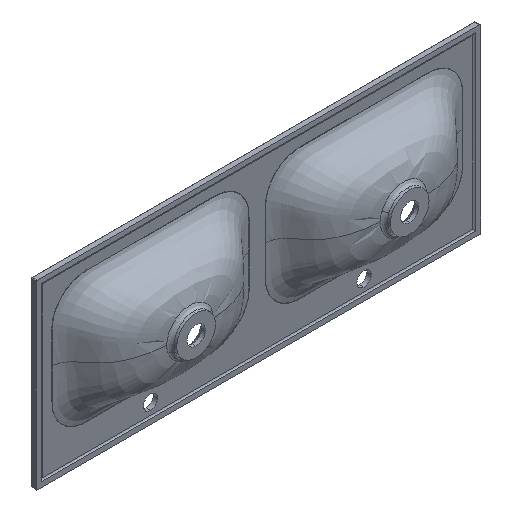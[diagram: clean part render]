
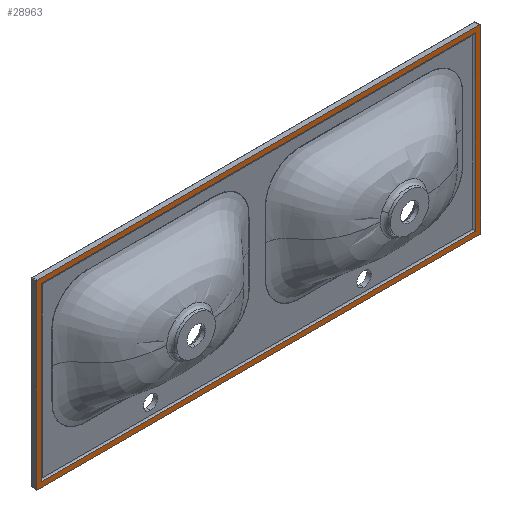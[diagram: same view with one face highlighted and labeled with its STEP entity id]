
A CAD part, isometric view. The second image highlights one B-rep face of the part: STEP entity #28963.
In plain terms, the highlighted planar face has unit normal (0, -1, 0).
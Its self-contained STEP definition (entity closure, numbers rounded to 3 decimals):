
#741 = EDGE_CURVE ( 'NONE', #24897, #40361, #33720, .T. ) ;
#815 = CARTESIAN_POINT ( 'NONE',  ( -307.549, -14., 224.755 ) ) ;
#1256 = CARTESIAN_POINT ( 'NONE',  ( 792.429, -14., 223.245 ) ) ;
#1282 = CARTESIAN_POINT ( 'NONE',  ( 791.6, -14., -224.755 ) ) ;
#1567 = EDGE_CURVE ( 'NONE', #41900, #16542, #39223, .T. ) ;
#1903 = PLANE ( 'NONE',  #45104 ) ;
#2148 = VERTEX_POINT ( 'NONE', #12343 ) ;
#2463 = CARTESIAN_POINT ( 'NONE',  ( 790.43, -14., 225.244 ) ) ;
#2816 = CARTESIAN_POINT ( 'NONE',  ( -295.191, -14., -212.338 ) ) ;
#4005 = EDGE_CURVE ( 'NONE', #5970, #33499, #19798, .T. ) ;
#4638 = LINE ( 'NONE', #19056, #46713 ) ;
#4772 = ORIENTED_EDGE ( 'NONE', *, *, #40150, .T. ) ;
#4860 = ORIENTED_EDGE ( 'NONE', *, *, #4005, .F. ) ;
#4896 = CARTESIAN_POINT ( 'NONE',  ( 790.428, -14., -224.755 ) ) ;
#5970 = VERTEX_POINT ( 'NONE', #8025 ) ;
#6955 = CARTESIAN_POINT ( 'NONE',  ( -305.548, -14., -224.755 ) ) ;
#8025 = CARTESIAN_POINT ( 'NONE',  ( 780.071, -14., -212.338 ) ) ;
#8948 = CARTESIAN_POINT ( 'NONE',  ( 791.601, -14., 225.244 ) ) ;
#8991 = EDGE_LOOP ( 'NONE', ( #19191, #31090, #47476, #37768, #19454, #29678, #31806, #4772 ) ) ;
#9214 = CARTESIAN_POINT ( 'NONE',  ( 792.429, -14., -222.755 ) ) ;
#10070 = CARTESIAN_POINT ( 'NONE',  ( 790.43, -14., 225.244 ) ) ;
#10083 = CARTESIAN_POINT ( 'NONE',  ( 792.429, -14., 224.755 ) ) ;
#11866 = DIRECTION ( 'NONE',  ( -1., 0., 0. ) ) ;
#12343 = CARTESIAN_POINT ( 'NONE',  ( -305.55, -14., 225.244 ) ) ;
#13199 = DIRECTION ( 'NONE',  ( 0., 0., -1. ) ) ;
#13674 = DIRECTION ( 'NONE',  ( 0., 0., 1. ) ) ;
#13693 = LINE ( 'NONE', #17542, #40566 ) ;
#13913 = LINE ( 'NONE', #39377, #28255 ) ;
#14698 = CARTESIAN_POINT ( 'NONE',  ( 792.429, -14., -222.755 ) ) ;
#15218 = CARTESIAN_POINT ( 'NONE',  ( -295.191, -14., 212.886 ) ) ;
#15477 = DIRECTION ( 'NONE',  ( 0., 0., -1. ) ) ;
#16406 = CARTESIAN_POINT ( 'NONE',  ( 790.428, -14., -224.755 ) ) ;
#16542 = VERTEX_POINT ( 'NONE', #14698 ) ;
#17284 = DIRECTION ( 'NONE',  ( 0., 1., 0. ) ) ;
#17302 = DIRECTION ( 'NONE',  ( -1., 0., 0. ) ) ;
#17352 = LINE ( 'NONE', #39210, #24409 ) ;
#17362 = CARTESIAN_POINT ( 'NONE',  ( -307.549, -14., 224.416 ) ) ;
#17542 = CARTESIAN_POINT ( 'NONE',  ( 307.06, -14., 225.244 ) ) ;
#17776 = CARTESIAN_POINT ( 'NONE',  ( -306.72, -14., -224.755 ) ) ;
#18030 = EDGE_CURVE ( 'NONE', #40361, #45209, #34577, .T. ) ;
#18392 = EDGE_CURVE ( 'NONE', #16542, #41187, #32414, .T. ) ;
#19056 = CARTESIAN_POINT ( 'NONE',  ( 307.06, -14., -224.755 ) ) ;
#19191 = ORIENTED_EDGE ( 'NONE', *, *, #1567, .T. ) ;
#19454 = ORIENTED_EDGE ( 'NONE', *, *, #41577, .T. ) ;
#19798 = LINE ( 'NONE', #37810, #41373 ) ;
#20280 = DIRECTION ( 'NONE',  ( 0., 0., 1. ) ) ;
#20414 = ORIENTED_EDGE ( 'NONE', *, *, #32716, .F. ) ;
#20735 = CARTESIAN_POINT ( 'NONE',  ( -305.55, -14., 225.244 ) ) ;
#22236 = EDGE_LOOP ( 'NONE', ( #20414, #46466, #29537, #4860 ) ) ;
#22654 = CARTESIAN_POINT ( 'NONE',  ( -307.549, -14., -222.755 ) ) ;
#24194 = EDGE_CURVE ( 'NONE', #33499, #40216, #30117, .T. ) ;
#24314 = CARTESIAN_POINT ( 'NONE',  ( 792.429, -14., 224.416 ) ) ;
#24409 = VECTOR ( 'NONE', #35836, 1000. ) ;
#24727 = DIRECTION ( 'NONE',  ( 0., 0., 1. ) ) ;
#24897 = VERTEX_POINT ( 'NONE', #47161 ) ;
#27199 = CARTESIAN_POINT ( 'NONE',  ( 792.429, -14., 223.245 ) ) ;
#27446 = VECTOR ( 'NONE', #11866, 1000. ) ;
#28255 = VECTOR ( 'NONE', #13199, 1000. ) ;
#28557 = FACE_BOUND ( 'NONE', #22236, .T. ) ;
#28963 = ADVANCED_FACE ( 'NONE', ( #31446, #28557 ), #1903, .F. ) ;
#29395 = VERTEX_POINT ( 'NONE', #10070 ) ;
#29537 = ORIENTED_EDGE ( 'NONE', *, *, #24194, .F. ) ;
#29678 = ORIENTED_EDGE ( 'NONE', *, *, #741, .T. ) ;
#29781 = EDGE_CURVE ( 'NONE', #40216, #38880, #13913, .T. ) ;
#30117 = LINE ( 'NONE', #36635, #27446 ) ;
#31090 = ORIENTED_EDGE ( 'NONE', *, *, #18392, .T. ) ;
#31446 = FACE_OUTER_BOUND ( 'NONE', #8991, .T. ) ;
#31806 = ORIENTED_EDGE ( 'NONE', *, *, #18030, .T. ) ;
#32132 = VECTOR ( 'NONE', #24727, 1000. ) ;
#32414 = LINE ( 'NONE', #10083, #32132 ) ;
#32706 = CARTESIAN_POINT ( 'NONE',  ( 780.071, -14., 212.886 ) ) ;
#32716 = EDGE_CURVE ( 'NONE', #38880, #5970, #17352, .T. ) ;
#32950 = VECTOR ( 'NONE', #15477, 1000. ) ;
#33499 = VERTEX_POINT ( 'NONE', #32706 ) ;
#33720 = LINE ( 'NONE', #815, #32950 ) ;
#34577 =( BOUNDED_CURVE ( )  B_SPLINE_CURVE ( 3, ( #39154, #39872, #17776, #6955 ),
 .UNSPECIFIED., .F., .T. ) 
 B_SPLINE_CURVE_WITH_KNOTS ( ( 4, 4 ),
 ( 3.142, 4.712 ),
 .UNSPECIFIED. ) 
 CURVE ( )  GEOMETRIC_REPRESENTATION_ITEM ( )  RATIONAL_B_SPLINE_CURVE ( ( 1., 0.805, 0.805, 1. ) ) 
 REPRESENTATION_ITEM ( '' )  );
#35047 = CARTESIAN_POINT ( 'NONE',  ( 0., -14., 0. ) ) ;
#35374 = CARTESIAN_POINT ( 'NONE',  ( -306.721, -14., 225.244 ) ) ;
#35836 = DIRECTION ( 'NONE',  ( 1., 0., 0. ) ) ;
#36635 = CARTESIAN_POINT ( 'NONE',  ( 307.06, -14., 212.886 ) ) ;
#37768 = ORIENTED_EDGE ( 'NONE', *, *, #43343, .T. ) ;
#37810 = CARTESIAN_POINT ( 'NONE',  ( 780.071, -14., 0. ) ) ;
#37947 =( BOUNDED_CURVE ( )  B_SPLINE_CURVE ( 3, ( #27199, #24314, #8948, #2463 ),
 .UNSPECIFIED., .F., .T. ) 
 B_SPLINE_CURVE_WITH_KNOTS ( ( 4, 4 ),
 ( 2.357, 3.926 ),
 .UNSPECIFIED. ) 
 CURVE ( )  GEOMETRIC_REPRESENTATION_ITEM ( )  RATIONAL_B_SPLINE_CURVE ( ( 1., 0.805, 0.805, 1. ) ) 
 REPRESENTATION_ITEM ( '' )  );
#38880 = VERTEX_POINT ( 'NONE', #2816 ) ;
#39101 = CARTESIAN_POINT ( 'NONE',  ( -305.548, -14., -224.755 ) ) ;
#39154 = CARTESIAN_POINT ( 'NONE',  ( -307.549, -14., -222.755 ) ) ;
#39210 = CARTESIAN_POINT ( 'NONE',  ( 307.06, -14., -212.338 ) ) ;
#39223 =( BOUNDED_CURVE ( )  B_SPLINE_CURVE ( 3, ( #4896, #1282, #42123, #9214 ),
 .UNSPECIFIED., .F., .T. ) 
 B_SPLINE_CURVE_WITH_KNOTS ( ( 4, 4 ),
 ( 1.571, 3.142 ),
 .UNSPECIFIED. ) 
 CURVE ( )  GEOMETRIC_REPRESENTATION_ITEM ( )  RATIONAL_B_SPLINE_CURVE ( ( 1., 0.805, 0.805, 1. ) ) 
 REPRESENTATION_ITEM ( '' )  );
#39377 = CARTESIAN_POINT ( 'NONE',  ( -295.191, -14., 224.755 ) ) ;
#39795 =( BOUNDED_CURVE ( )  B_SPLINE_CURVE ( 3, ( #20735, #35374, #17362, #41858 ),
 .UNSPECIFIED., .F., .T. ) 
 B_SPLINE_CURVE_WITH_KNOTS ( ( 4, 4 ),
 ( 2.357, 3.926 ),
 .UNSPECIFIED. ) 
 CURVE ( )  GEOMETRIC_REPRESENTATION_ITEM ( )  RATIONAL_B_SPLINE_CURVE ( ( 1., 0.805, 0.805, 1. ) ) 
 REPRESENTATION_ITEM ( '' )  );
#39872 = CARTESIAN_POINT ( 'NONE',  ( -307.549, -14., -223.927 ) ) ;
#40150 = EDGE_CURVE ( 'NONE', #45209, #41900, #4638, .T. ) ;
#40216 = VERTEX_POINT ( 'NONE', #15218 ) ;
#40361 = VERTEX_POINT ( 'NONE', #22654 ) ;
#40566 = VECTOR ( 'NONE', #17302, 1000. ) ;
#41187 = VERTEX_POINT ( 'NONE', #1256 ) ;
#41373 = VECTOR ( 'NONE', #20280, 1000. ) ;
#41577 = EDGE_CURVE ( 'NONE', #2148, #24897, #39795, .T. ) ;
#41854 = EDGE_CURVE ( 'NONE', #41187, #29395, #37947, .T. ) ;
#41858 = CARTESIAN_POINT ( 'NONE',  ( -307.549, -14., 223.245 ) ) ;
#41900 = VERTEX_POINT ( 'NONE', #16406 ) ;
#42123 = CARTESIAN_POINT ( 'NONE',  ( 792.429, -14., -223.927 ) ) ;
#43343 = EDGE_CURVE ( 'NONE', #29395, #2148, #13693, .T. ) ;
#44750 = DIRECTION ( 'NONE',  ( 1., 0., 0. ) ) ;
#45104 = AXIS2_PLACEMENT_3D ( 'NONE', #35047, #17284, #13674 ) ;
#45209 = VERTEX_POINT ( 'NONE', #39101 ) ;
#46466 = ORIENTED_EDGE ( 'NONE', *, *, #29781, .F. ) ;
#46713 = VECTOR ( 'NONE', #44750, 1000. ) ;
#47161 = CARTESIAN_POINT ( 'NONE',  ( -307.549, -14., 223.245 ) ) ;
#47476 = ORIENTED_EDGE ( 'NONE', *, *, #41854, .T. ) ;
